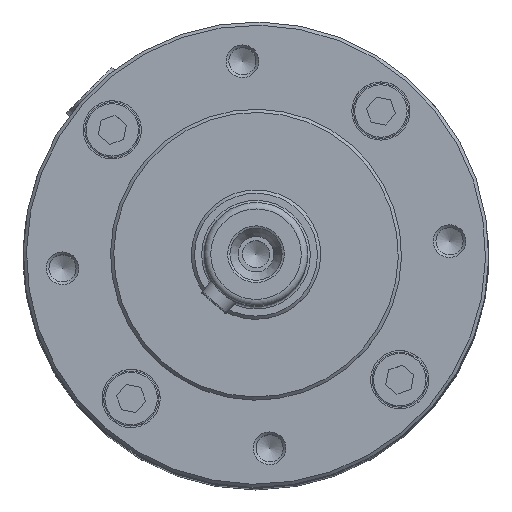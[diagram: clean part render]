
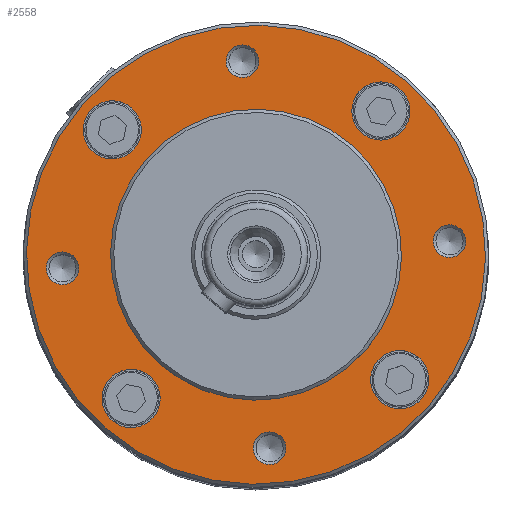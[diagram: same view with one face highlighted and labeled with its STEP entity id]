
A CAD part, top view. The second image highlights one B-rep face of the part: STEP entity #2558.
In plain terms, the highlighted face is planar.
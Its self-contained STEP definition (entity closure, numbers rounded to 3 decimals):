
#1027=ORIENTED_EDGE('',*,*,#1403,.T.);
#1028=ORIENTED_EDGE('',*,*,#1404,.T.);
#1029=ORIENTED_EDGE('',*,*,#1405,.T.);
#1030=ORIENTED_EDGE('',*,*,#1406,.T.);
#1031=ORIENTED_EDGE('',*,*,#1407,.T.);
#1032=ORIENTED_EDGE('',*,*,#1408,.T.);
#1033=ORIENTED_EDGE('',*,*,#1409,.T.);
#1034=ORIENTED_EDGE('',*,*,#1410,.T.);
#1035=ORIENTED_EDGE('',*,*,#1411,.F.);
#1036=ORIENTED_EDGE('',*,*,#1412,.T.);
#1403=EDGE_CURVE('',#1635,#1635,#1769,.T.);
#1404=EDGE_CURVE('',#1636,#1636,#1770,.T.);
#1405=EDGE_CURVE('',#1637,#1637,#1771,.T.);
#1406=EDGE_CURVE('',#1638,#1638,#1772,.T.);
#1407=EDGE_CURVE('',#1639,#1639,#1773,.T.);
#1408=EDGE_CURVE('',#1640,#1640,#1774,.T.);
#1409=EDGE_CURVE('',#1641,#1641,#1775,.T.);
#1410=EDGE_CURVE('',#1642,#1642,#1776,.T.);
#1411=EDGE_CURVE('',#1643,#1643,#1777,.T.);
#1412=EDGE_CURVE('',#1644,#1644,#1778,.T.);
#1635=VERTEX_POINT('',#4360);
#1636=VERTEX_POINT('',#4362);
#1637=VERTEX_POINT('',#4364);
#1638=VERTEX_POINT('',#4366);
#1639=VERTEX_POINT('',#4368);
#1640=VERTEX_POINT('',#4370);
#1641=VERTEX_POINT('',#4372);
#1642=VERTEX_POINT('',#4374);
#1643=VERTEX_POINT('',#4376);
#1644=VERTEX_POINT('',#4378);
#1769=CIRCLE('',#2840,4.5);
#1770=CIRCLE('',#2841,4.5);
#1771=CIRCLE('',#2842,4.5);
#1772=CIRCLE('',#2843,4.5);
#1773=CIRCLE('',#2844,2.525);
#1774=CIRCLE('',#2845,2.525);
#1775=CIRCLE('',#2846,2.525);
#1776=CIRCLE('',#2847,2.525);
#1777=CIRCLE('',#2848,35.5);
#1778=CIRCLE('',#2849,22.5);
#1976=EDGE_LOOP('',(#1027));
#1977=EDGE_LOOP('',(#1028));
#1978=EDGE_LOOP('',(#1029));
#1979=EDGE_LOOP('',(#1030));
#1980=EDGE_LOOP('',(#1031));
#1981=EDGE_LOOP('',(#1032));
#1982=EDGE_LOOP('',(#1033));
#1983=EDGE_LOOP('',(#1034));
#1984=EDGE_LOOP('',(#1035));
#1985=EDGE_LOOP('',(#1036));
#2240=FACE_BOUND('',#1976,.T.);
#2241=FACE_BOUND('',#1977,.T.);
#2242=FACE_BOUND('',#1978,.T.);
#2243=FACE_BOUND('',#1979,.T.);
#2244=FACE_BOUND('',#1980,.T.);
#2245=FACE_BOUND('',#1981,.T.);
#2246=FACE_BOUND('',#1982,.T.);
#2247=FACE_BOUND('',#1983,.T.);
#2248=FACE_BOUND('',#1984,.T.);
#2249=FACE_BOUND('',#1985,.T.);
#2423=PLANE('',#2839);
#2558=ADVANCED_FACE('',(#2240,#2241,#2242,#2243,#2244,#2245,#2246,#2247,
#2248,#2249),#2423,.T.);
#2839=AXIS2_PLACEMENT_3D('',#4358,#3555,#3556);
#2840=AXIS2_PLACEMENT_3D('',#4359,#3557,#3558);
#2841=AXIS2_PLACEMENT_3D('',#4361,#3559,#3560);
#2842=AXIS2_PLACEMENT_3D('',#4363,#3561,#3562);
#2843=AXIS2_PLACEMENT_3D('',#4365,#3563,#3564);
#2844=AXIS2_PLACEMENT_3D('',#4367,#3565,#3566);
#2845=AXIS2_PLACEMENT_3D('',#4369,#3567,#3568);
#2846=AXIS2_PLACEMENT_3D('',#4371,#3569,#3570);
#2847=AXIS2_PLACEMENT_3D('',#4373,#3571,#3572);
#2848=AXIS2_PLACEMENT_3D('',#4375,#3573,#3574);
#2849=AXIS2_PLACEMENT_3D('',#4377,#3575,#3576);
#3555=DIRECTION('',(0.,1.,0.));
#3556=DIRECTION('',(0.,0.,1.));
#3557=DIRECTION('',(0.,-1.,0.));
#3558=DIRECTION('',(0.,0.,1.));
#3559=DIRECTION('',(0.,-1.,0.));
#3560=DIRECTION('',(0.,0.,1.));
#3561=DIRECTION('',(0.,-1.,0.));
#3562=DIRECTION('',(0.,0.,1.));
#3563=DIRECTION('',(0.,-1.,0.));
#3564=DIRECTION('',(0.,0.,1.));
#3565=DIRECTION('',(0.,-1.,0.));
#3566=DIRECTION('',(0.,0.,1.));
#3567=DIRECTION('',(0.,-1.,0.));
#3568=DIRECTION('',(0.,0.,1.));
#3569=DIRECTION('',(0.,-1.,0.));
#3570=DIRECTION('',(0.,0.,1.));
#3571=DIRECTION('',(0.,-1.,0.));
#3572=DIRECTION('',(0.,0.,1.));
#3573=DIRECTION('',(0.,-1.,0.));
#3574=DIRECTION('',(0.,0.,-1.));
#3575=DIRECTION('',(0.,-1.,0.));
#3576=DIRECTION('',(0.,0.,-1.));
#4358=CARTESIAN_POINT('',(0.,31.5,0.));
#4359=CARTESIAN_POINT('',(0.,31.5,-29.45));
#4360=CARTESIAN_POINT('',(0.,31.5,-24.95));
#4361=CARTESIAN_POINT('',(29.45,31.5,0.));
#4362=CARTESIAN_POINT('',(29.45,31.5,4.5));
#4363=CARTESIAN_POINT('',(0.,31.5,29.45));
#4364=CARTESIAN_POINT('',(0.,31.5,33.95));
#4365=CARTESIAN_POINT('',(-29.45,31.5,0.));
#4366=CARTESIAN_POINT('',(-29.45,31.5,4.5));
#4367=CARTESIAN_POINT('',(-21.213,31.5,-21.213));
#4368=CARTESIAN_POINT('',(-21.213,31.5,-18.688));
#4369=CARTESIAN_POINT('',(21.213,31.5,-21.213));
#4370=CARTESIAN_POINT('',(21.213,31.5,-18.688));
#4371=CARTESIAN_POINT('',(21.213,31.5,21.213));
#4372=CARTESIAN_POINT('',(21.213,31.5,23.738));
#4373=CARTESIAN_POINT('',(-21.213,31.5,21.213));
#4374=CARTESIAN_POINT('',(-21.213,31.5,23.738));
#4375=CARTESIAN_POINT('',(0.,31.5,0.));
#4376=CARTESIAN_POINT('',(0.,31.5,-35.5));
#4377=CARTESIAN_POINT('',(0.,31.5,0.));
#4378=CARTESIAN_POINT('',(0.,31.5,-22.5));
